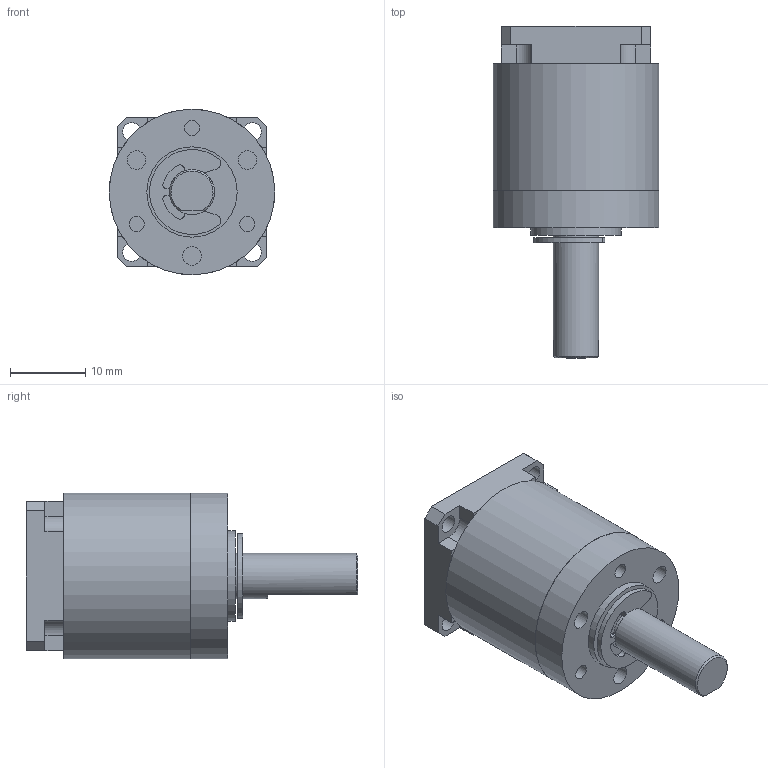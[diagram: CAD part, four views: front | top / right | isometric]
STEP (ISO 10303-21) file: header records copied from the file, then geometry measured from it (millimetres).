
FILE_DESCRIPTION(/* description */ (''),/* implementation_level */ '2;1');
FILE_NAME(/* name */ 'GPLL22-5_Nema8.stp',/* time_stamp */ '2015-07-16T10:42:38+02:00',/* author */ ('schneid_a'),/* organization */ (''),/* preprocessor_version */ 'ST-DEVELOPER v16.1',/* originating_system */ 'Autodesk Inventor 2016',/* authorisation */ '');
FILE_SCHEMA (('AUTOMOTIVE_DESIGN { 1 0 10303 214 3 1 1 }'));
Length unit declared in the file: centimetre
Products named in the file (1): GPLL22-5_Nema8
Bounding box: 22 x 44.1 x 22 mm (x, y, z)
Volume: 7091.3 mm3; surface area: 6044.8 mm2
Topology: 4 solids, 4 shells, 93 faces, 231 edges, 153 vertices
Faces by surface type: plane 51, cylinder 40, cone 2
Full cylindrical faces by diameter (mm): 2 x3, 2.4 x4, 2.459 x3, 5 x1, 6 x2, 12 x2, 15 x1, 17.3 x1, 19.459 x1, 19.6 x1, 20 x1, 22 x2
Entity records: 2747 total; most frequent: DIRECTION 482, CARTESIAN_POINT 441, ORIENTED_EDGE 398, EDGE_CURVE 199, AXIS2_PLACEMENT_3D 191, EDGE_LOOP 145, VERTEX_POINT 144, LINE 100
